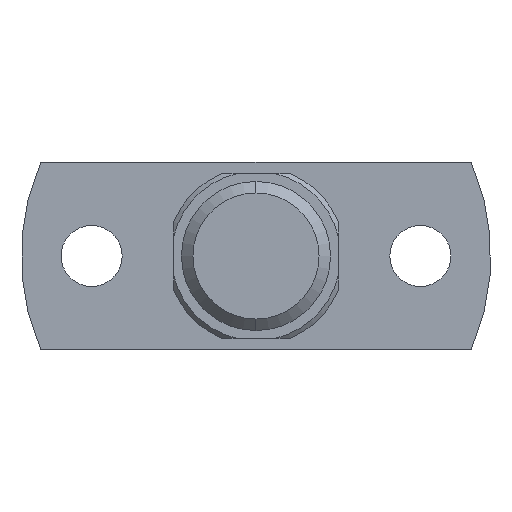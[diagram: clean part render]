
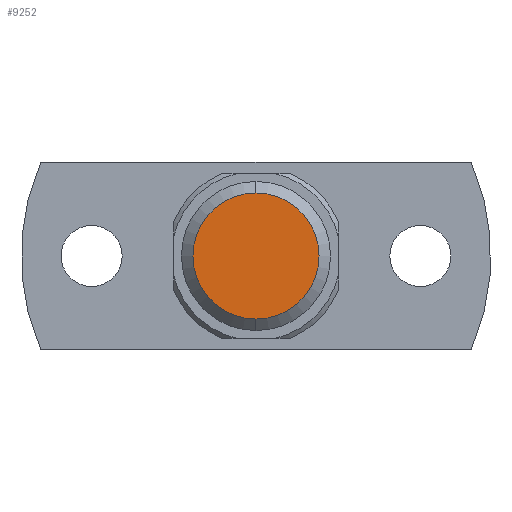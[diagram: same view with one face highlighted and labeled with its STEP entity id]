
A CAD part, front view. The second image highlights one B-rep face of the part: STEP entity #9252.
In plain terms, the highlighted planar face has unit normal (0, -1, 0).
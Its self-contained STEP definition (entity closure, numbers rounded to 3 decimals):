
#218 = EDGE_LOOP ( 'NONE', ( #1896, #11742 ) ) ;
#394 = CIRCLE ( 'NONE', #2539, 2.685 ) ;
#510 = AXIS2_PLACEMENT_3D ( 'NONE', #12698, #6358, #10629 ) ;
#663 = CARTESIAN_POINT ( 'NONE',  ( 0., -11.5, -2.685 ) ) ;
#1021 = CARTESIAN_POINT ( 'NONE',  ( 0., -11.5, 0. ) ) ;
#1099 = EDGE_CURVE ( 'Defeature ausgef�hrt2_11+Defeature ausgef�hrt2_10+Defeature ausgef�hrt2_10+Defeature ausgef�hrt2_10', #7034, #7411, #6744, .T. ) ;
#1896 = ORIENTED_EDGE ( 'NONE', *, *, #1099, .F. ) ;
#2539 = AXIS2_PLACEMENT_3D ( 'NONE', #1021, #6294, #3040 ) ;
#3040 = DIRECTION ( 'NONE',  ( 0., 0., -1. ) ) ;
#3340 = PLANE ( 'NONE',  #4396 ) ;
#4396 = AXIS2_PLACEMENT_3D ( 'NONE', #9557, #11668, #13744 ) ;
#5416 = CARTESIAN_POINT ( 'NONE',  ( 0., -11.5, 2.685 ) ) ;
#6294 = DIRECTION ( 'NONE',  ( 0., 1., 0. ) ) ;
#6358 = DIRECTION ( 'NONE',  ( 0., 1., 0. ) ) ;
#6744 = CIRCLE ( 'NONE', #510, 2.685 ) ;
#7034 = VERTEX_POINT ( 'NONE', #663 ) ;
#7411 = VERTEX_POINT ( 'NONE', #5416 ) ;
#8032 = FACE_OUTER_BOUND ( 'NONE', #218, .T. ) ;
#9252 = ADVANCED_FACE ( 'Defeature ausgef�hrt2_10', ( #8032 ), #3340, .F. ) ;
#9557 = CARTESIAN_POINT ( 'NONE',  ( -2.325, -11.5, 0. ) ) ;
#9774 = EDGE_CURVE ( 'Defeature ausgef�hrt2_11+Defeature ausgef�hrt2_10+Defeature ausgef�hrt2_10+Defeature ausgef�hrt2_10', #7411, #7034, #394, .T. ) ;
#10629 = DIRECTION ( 'NONE',  ( 0., 0., -1. ) ) ;
#11668 = DIRECTION ( 'NONE',  ( 0., 1., 0. ) ) ;
#11742 = ORIENTED_EDGE ( 'NONE', *, *, #9774, .F. ) ;
#12698 = CARTESIAN_POINT ( 'NONE',  ( 0., -11.5, 0. ) ) ;
#13744 = DIRECTION ( 'NONE',  ( 0., 0., -1. ) ) ;
